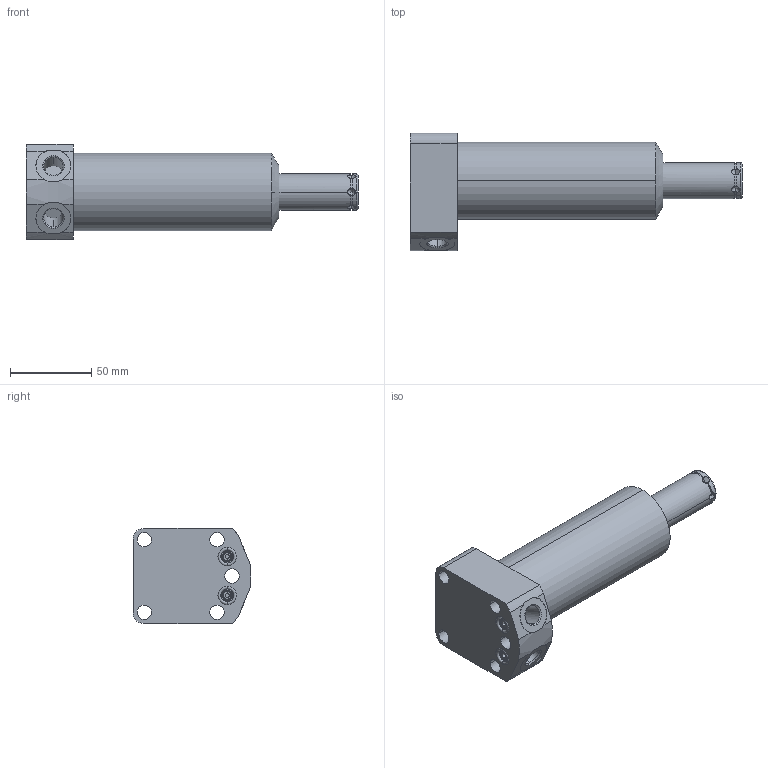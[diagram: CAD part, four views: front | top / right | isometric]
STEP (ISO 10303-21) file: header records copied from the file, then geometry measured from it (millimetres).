
FILE_DESCRIPTION((''),'2;1');
FILE_NAME('ILCM41421124','2018-01-16T',('gar'),(''),'PRO/ENGINEER BY PARAMETRIC TECHNOLOGY CORPORATION, 2013320','PRO/ENGINEER BY PARAMETRIC TECHNOLOGY CORPORATION, 2013320','');
FILE_SCHEMA(('AUTOMOTIVE_DESIGN { 1 0 10303 214 1 1 1 1 }'));
Length unit declared in the file: millimetre
Products named in the file (1): ILCM41421124
Bounding box: 203.73 x 72.26 x 58.32 mm (x, y, z)
Volume: 338817.3 mm3; surface area: 42742.2 mm2
Topology: 1 solids, 2 shells, 141 faces, 366 edges, 231 vertices
Faces by surface type: cylinder 59, plane 52, cone 24, torus 6
Entity records: 5820 total; most frequent: CARTESIAN_POINT 1121, DIRECTION 712, ORIENTED_EDGE 700, PRESENTATION_STYLE_ASSIGNMENT 367, STYLED_ITEM 354, CURVE_STYLE 352, EDGE_CURVE 352, AXIS2_PLACEMENT_3D 290
